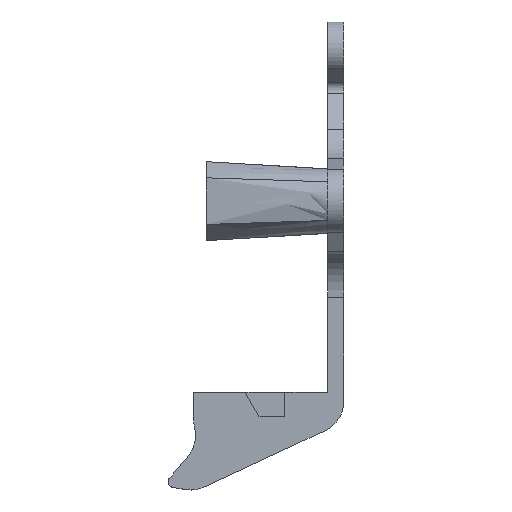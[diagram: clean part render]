
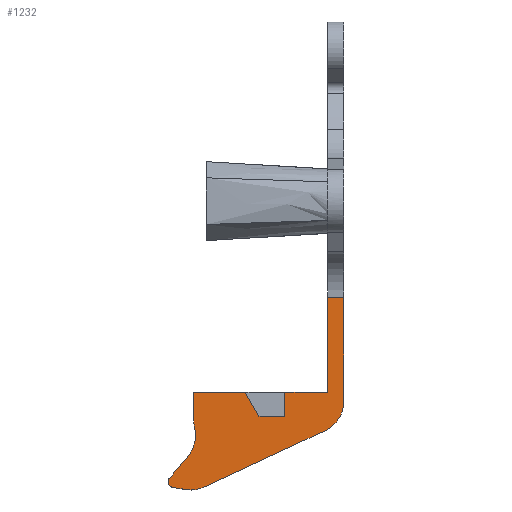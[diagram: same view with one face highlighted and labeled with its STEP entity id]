
A CAD part, left-side view. The second image highlights one B-rep face of the part: STEP entity #1232.
In plain terms, the highlighted planar face has unit normal (-1, 0, 0).
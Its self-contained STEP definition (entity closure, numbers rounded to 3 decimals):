
#51=LINE('',#2022,#170);
#60=LINE('',#2050,#179);
#61=LINE('',#2055,#180);
#62=LINE('',#2057,#181);
#63=LINE('',#2059,#182);
#64=LINE('',#2061,#183);
#65=LINE('',#2063,#184);
#66=LINE('',#2065,#185);
#67=LINE('',#2071,#186);
#68=LINE('',#2075,#187);
#69=LINE('',#2079,#188);
#70=LINE('',#2082,#189);
#170=VECTOR('',#1505,10.);
#179=VECTOR('',#1534,10.);
#180=VECTOR('',#1541,10.);
#181=VECTOR('',#1542,10.);
#182=VECTOR('',#1543,10.);
#183=VECTOR('',#1544,10.);
#184=VECTOR('',#1545,10.);
#185=VECTOR('',#1546,10.);
#186=VECTOR('',#1551,10.);
#187=VECTOR('',#1554,10.);
#188=VECTOR('',#1557,10.);
#189=VECTOR('',#1560,10.);
#266=PLANE('',#1332);
#322=FACE_OUTER_BOUND('',#393,.T.);
#393=EDGE_LOOP('',(#932,#933,#934,#935,#936,#937,#938,#939,#940,#941,#942,
#943,#944,#945,#946,#947,#948));
#481=CIRCLE('',#1333,4.);
#482=CIRCLE('',#1334,4.);
#483=CIRCLE('',#1335,0.7);
#484=CIRCLE('',#1336,4.);
#485=CIRCLE('',#1337,4.);
#559=VERTEX_POINT('',#2019);
#560=VERTEX_POINT('',#2021);
#569=VERTEX_POINT('',#2048);
#570=VERTEX_POINT('',#2054);
#571=VERTEX_POINT('',#2056);
#572=VERTEX_POINT('',#2058);
#573=VERTEX_POINT('',#2060);
#574=VERTEX_POINT('',#2062);
#575=VERTEX_POINT('',#2064);
#576=VERTEX_POINT('',#2066);
#577=VERTEX_POINT('',#2068);
#578=VERTEX_POINT('',#2070);
#579=VERTEX_POINT('',#2072);
#580=VERTEX_POINT('',#2074);
#581=VERTEX_POINT('',#2076);
#582=VERTEX_POINT('',#2078);
#583=VERTEX_POINT('',#2080);
#693=EDGE_CURVE('',#559,#560,#51,.T.);
#707=EDGE_CURVE('',#560,#569,#60,.T.);
#709=EDGE_CURVE('',#570,#559,#61,.T.);
#710=EDGE_CURVE('',#570,#571,#62,.T.);
#711=EDGE_CURVE('',#571,#572,#63,.T.);
#712=EDGE_CURVE('',#572,#573,#64,.T.);
#713=EDGE_CURVE('',#574,#573,#65,.T.);
#714=EDGE_CURVE('',#575,#574,#66,.T.);
#715=EDGE_CURVE('',#576,#575,#481,.T.);
#716=EDGE_CURVE('',#576,#577,#482,.F.);
#717=EDGE_CURVE('',#578,#577,#67,.T.);
#718=EDGE_CURVE('',#579,#578,#483,.T.);
#719=EDGE_CURVE('',#580,#579,#68,.T.);
#720=EDGE_CURVE('',#581,#580,#484,.T.);
#721=EDGE_CURVE('',#582,#581,#69,.T.);
#722=EDGE_CURVE('',#583,#582,#485,.T.);
#723=EDGE_CURVE('',#583,#569,#70,.T.);
#932=ORIENTED_EDGE('',*,*,#707,.F.);
#933=ORIENTED_EDGE('',*,*,#693,.F.);
#934=ORIENTED_EDGE('',*,*,#709,.F.);
#935=ORIENTED_EDGE('',*,*,#710,.T.);
#936=ORIENTED_EDGE('',*,*,#711,.T.);
#937=ORIENTED_EDGE('',*,*,#712,.T.);
#938=ORIENTED_EDGE('',*,*,#713,.F.);
#939=ORIENTED_EDGE('',*,*,#714,.F.);
#940=ORIENTED_EDGE('',*,*,#715,.F.);
#941=ORIENTED_EDGE('',*,*,#716,.T.);
#942=ORIENTED_EDGE('',*,*,#717,.F.);
#943=ORIENTED_EDGE('',*,*,#718,.F.);
#944=ORIENTED_EDGE('',*,*,#719,.F.);
#945=ORIENTED_EDGE('',*,*,#720,.F.);
#946=ORIENTED_EDGE('',*,*,#721,.F.);
#947=ORIENTED_EDGE('',*,*,#722,.F.);
#948=ORIENTED_EDGE('',*,*,#723,.T.);
#1232=ADVANCED_FACE('',(#322),#266,.T.);
#1332=AXIS2_PLACEMENT_3D('',#2053,#1539,#1540);
#1333=AXIS2_PLACEMENT_3D('',#2067,#1547,#1548);
#1334=AXIS2_PLACEMENT_3D('',#2069,#1549,#1550);
#1335=AXIS2_PLACEMENT_3D('',#2073,#1552,#1553);
#1336=AXIS2_PLACEMENT_3D('',#2077,#1555,#1556);
#1337=AXIS2_PLACEMENT_3D('',#2081,#1558,#1559);
#1505=DIRECTION('',(0.,0.,1.));
#1534=DIRECTION('',(0.,-1.,0.));
#1539=DIRECTION('center_axis',(-1.,0.,0.));
#1540=DIRECTION('ref_axis',(0.,-1.,0.));
#1541=DIRECTION('',(0.,-1.,0.));
#1542=DIRECTION('',(0.,0.,-1.));
#1543=DIRECTION('',(0.,1.,0.));
#1544=DIRECTION('',(0.,0.5,0.866));
#1545=DIRECTION('',(0.,-1.,0.));
#1546=DIRECTION('',(0.,0.,1.));
#1547=DIRECTION('center_axis',(1.,0.,0.));
#1548=DIRECTION('ref_axis',(0.,0.976,-0.216));
#1549=DIRECTION('center_axis',(-1.,0.,0.));
#1550=DIRECTION('ref_axis',(0.,0.766,0.643));
#1551=DIRECTION('',(0.,-0.643,0.766));
#1552=DIRECTION('center_axis',(1.,0.,0.));
#1553=DIRECTION('ref_axis',(0.,0.94,-0.342));
#1554=DIRECTION('',(0.,0.985,0.174));
#1555=DIRECTION('center_axis',(1.,0.,0.));
#1556=DIRECTION('ref_axis',(0.,-0.131,-0.991));
#1557=DIRECTION('',(0.,0.906,-0.423));
#1558=DIRECTION('center_axis',(1.,0.,0.));
#1559=DIRECTION('ref_axis',(0.,-0.843,-0.537));
#1560=DIRECTION('',(0.,0.,1.));
#2019=CARTESIAN_POINT('',(-10.9,-7.8,5.));
#2021=CARTESIAN_POINT('',(-10.9,-7.8,16.708));
#2022=CARTESIAN_POINT('',(-10.9,-7.8,18.75));
#2048=CARTESIAN_POINT('',(-10.9,-9.8,16.708));
#2050=CARTESIAN_POINT('',(-10.9,-9.8,16.708));
#2053=CARTESIAN_POINT('Origin',(-10.9,8.8,0.));
#2054=CARTESIAN_POINT('',(-10.9,-2.5,5.));
#2055=CARTESIAN_POINT('',(-10.9,-9.8,5.));
#2056=CARTESIAN_POINT('',(-10.9,-2.5,2.));
#2057=CARTESIAN_POINT('',(-10.9,-2.5,2.5));
#2058=CARTESIAN_POINT('',(-10.9,0.7,2.));
#2059=CARTESIAN_POINT('',(-10.9,3.15,2.));
#2060=CARTESIAN_POINT('',(-10.9,2.432,5.));
#2061=CARTESIAN_POINT('',(-10.9,1.279,3.004));
#2062=CARTESIAN_POINT('',(-10.9,8.8,5.));
#2063=CARTESIAN_POINT('',(-10.9,-9.8,5.));
#2064=CARTESIAN_POINT('',(-10.9,8.8,1.587));
#2065=CARTESIAN_POINT('',(-10.9,8.8,0.));
#2066=CARTESIAN_POINT('',(-10.9,8.678,0.607));
#2067=CARTESIAN_POINT('Origin',(-10.9,4.8,1.587));
#2068=CARTESIAN_POINT('',(-10.9,9.492,-2.945));
#2069=CARTESIAN_POINT('Origin',(-10.9,12.556,-0.373));
#2070=CARTESIAN_POINT('',(-10.9,11.773,-5.663));
#2071=CARTESIAN_POINT('',(-10.9,12.552,-6.591));
#2072=CARTESIAN_POINT('',(-10.9,11.358,-6.802));
#2073=CARTESIAN_POINT('Origin',(-10.9,11.236,-6.113));
#2074=CARTESIAN_POINT('',(-10.9,9.855,-7.067));
#2075=CARTESIAN_POINT('',(-10.9,8.613,-7.286));
#2076=CARTESIAN_POINT('',(-10.9,7.47,-6.753));
#2077=CARTESIAN_POINT('Origin',(-10.9,9.16,-3.128));
#2078=CARTESIAN_POINT('',(-10.9,-7.49,0.223));
#2079=CARTESIAN_POINT('',(-10.9,-1.59,-2.528));
#2080=CARTESIAN_POINT('',(-10.9,-9.8,3.848));
#2081=CARTESIAN_POINT('Origin',(-10.9,-5.8,3.848));
#2082=CARTESIAN_POINT('',(-10.9,-9.8,0.));
